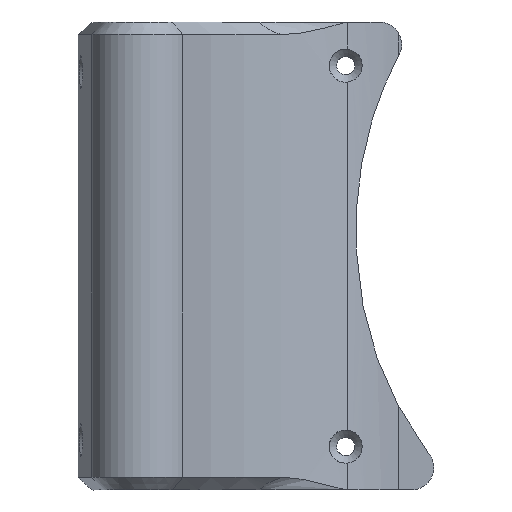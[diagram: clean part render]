
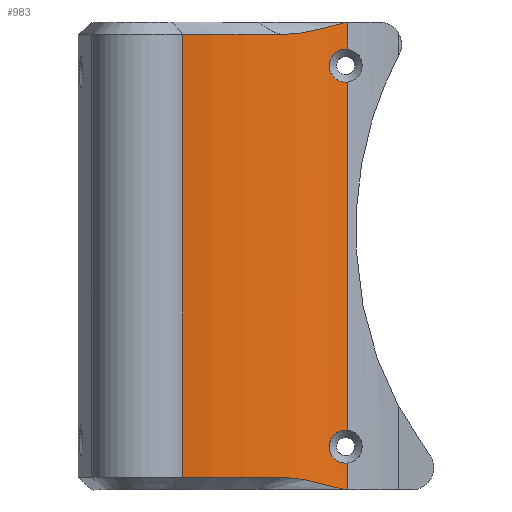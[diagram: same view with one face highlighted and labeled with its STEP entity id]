
A CAD part, top view. The second image highlights one B-rep face of the part: STEP entity #983.
In plain terms, the highlighted cylindrical face has radius 37.692 mm (diameter 75.384 mm), a partial arc.
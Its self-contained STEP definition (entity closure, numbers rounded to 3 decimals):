
#32=B_SPLINE_CURVE_WITH_KNOTS('',3,(#1418,#1419,#1420,#1421,#1422,#1423,
#1424,#1425,#1426,#1427,#1428,#1429,#1430,#1431,#1432,#1433,#1434,#1435,
#1436,#1437,#1438,#1439,#1440),.UNSPECIFIED.,.F.,.F.,(4,2,2,2,2,3,2,2,2,
2,4),(-0.335,-0.311,-0.231,-0.15,
-0.075,0.,0.075,0.15,0.231,
0.311,0.335),.UNSPECIFIED.);
#44=B_SPLINE_CURVE_WITH_KNOTS('',3,(#1589,#1590,#1591,#1592,#1593,#1594,
#1595,#1596,#1597,#1598,#1599,#1600,#1601,#1602,#1603,#1604,#1605,#1606,
#1607,#1608,#1609,#1610),.UNSPECIFIED.,.F.,.F.,(4,2,2,2,2,2,2,2,2,2,4),
(0.284,0.308,0.388,0.468,
0.544,0.619,0.694,0.769,
0.849,0.929,0.954),.UNSPECIFIED.);
#45=B_SPLINE_CURVE_WITH_KNOTS('',3,(#1613,#1614,#1615,#1616,#1617,#1618,
#1619,#1620,#1621,#1622,#1623,#1624),.UNSPECIFIED.,.F.,.F.,(4,2,2,2,2,4),
(0.,0.291,0.587,0.74,0.767,
0.779),.UNSPECIFIED.);
#46=B_SPLINE_CURVE_WITH_KNOTS('',3,(#1631,#1632,#1633,#1634,#1635,#1636,
#1637,#1638,#1639,#1640,#1641,#1642),.UNSPECIFIED.,.F.,.F.,(4,2,2,2,2,4),
(0.,0.018,0.055,0.159,0.245,
0.33),.UNSPECIFIED.);
#131=CYLINDRICAL_SURFACE('',#1068,37.692);
#150=FACE_OUTER_BOUND('',#207,.T.);
#207=EDGE_LOOP('',(#726,#727,#728,#729,#730,#731,#732,#733,#734,#735));
#268=LINE('',#1479,#325);
#269=LINE('',#1511,#326);
#273=LINE('',#1556,#330);
#276=LINE('',#1628,#333);
#325=VECTOR('',#1176,10.);
#326=VECTOR('',#1177,10.);
#330=VECTOR('',#1181,10.);
#333=VECTOR('',#1200,10.);
#378=CIRCLE('',#1069,37.692);
#379=CIRCLE('',#1070,37.692);
#411=VERTEX_POINT('',#1406);
#412=VERTEX_POINT('',#1417);
#421=VERTEX_POINT('',#1478);
#424=VERTEX_POINT('',#1499);
#425=VERTEX_POINT('',#1510);
#432=VERTEX_POINT('',#1554);
#435=VERTEX_POINT('',#1612);
#436=VERTEX_POINT('',#1625);
#437=VERTEX_POINT('',#1627);
#438=VERTEX_POINT('',#1629);
#515=EDGE_CURVE('',#411,#412,#32,.T.);
#526=EDGE_CURVE('',#412,#421,#268,.T.);
#530=EDGE_CURVE('',#424,#425,#269,.T.);
#538=EDGE_CURVE('',#432,#411,#273,.T.);
#545=EDGE_CURVE('',#424,#421,#44,.T.);
#546=EDGE_CURVE('',#432,#435,#45,.F.);
#547=EDGE_CURVE('',#436,#435,#378,.T.);
#548=EDGE_CURVE('',#436,#437,#276,.T.);
#549=EDGE_CURVE('',#438,#437,#379,.T.);
#550=EDGE_CURVE('',#425,#438,#46,.T.);
#726=ORIENTED_EDGE('',*,*,#515,.F.);
#727=ORIENTED_EDGE('',*,*,#538,.F.);
#728=ORIENTED_EDGE('',*,*,#546,.T.);
#729=ORIENTED_EDGE('',*,*,#547,.F.);
#730=ORIENTED_EDGE('',*,*,#548,.T.);
#731=ORIENTED_EDGE('',*,*,#549,.F.);
#732=ORIENTED_EDGE('',*,*,#550,.F.);
#733=ORIENTED_EDGE('',*,*,#530,.F.);
#734=ORIENTED_EDGE('',*,*,#545,.T.);
#735=ORIENTED_EDGE('',*,*,#526,.F.);
#983=ADVANCED_FACE('',(#150),#131,.F.);
#1068=AXIS2_PLACEMENT_3D('',#1611,#1196,#1197);
#1069=AXIS2_PLACEMENT_3D('',#1626,#1198,#1199);
#1070=AXIS2_PLACEMENT_3D('',#1630,#1201,#1202);
#1176=DIRECTION('',(0.,-1.,0.));
#1177=DIRECTION('',(0.,-1.,0.));
#1181=DIRECTION('',(0.,-1.,0.));
#1196=DIRECTION('center_axis',(0.,-1.,0.));
#1197=DIRECTION('ref_axis',(-0.305,0.,-0.952));
#1198=DIRECTION('center_axis',(0.,-1.,0.));
#1199=DIRECTION('ref_axis',(-0.305,0.,-0.952));
#1200=DIRECTION('',(0.,-1.,0.));
#1201=DIRECTION('center_axis',(0.,1.,0.));
#1202=DIRECTION('ref_axis',(-0.305,0.,-0.952));
#1406=CARTESIAN_POINT('',(-45.295,21.991,32.945));
#1417=CARTESIAN_POINT('',(-45.295,18.019,32.945));
#1418=CARTESIAN_POINT('Ctrl Pts',(-45.295,21.991,32.945));
#1419=CARTESIAN_POINT('Ctrl Pts',(-45.374,22.001,32.97));
#1420=CARTESIAN_POINT('Ctrl Pts',(-45.452,22.005,32.996));
#1421=CARTESIAN_POINT('Ctrl Pts',(-45.782,22.005,33.104));
#1422=CARTESIAN_POINT('Ctrl Pts',(-46.053,21.954,33.196));
#1423=CARTESIAN_POINT('Ctrl Pts',(-46.551,21.745,33.371));
#1424=CARTESIAN_POINT('Ctrl Pts',(-46.779,21.587,33.454));
#1425=CARTESIAN_POINT('Ctrl Pts',(-47.129,21.229,33.584));
#1426=CARTESIAN_POINT('Ctrl Pts',(-47.279,21.008,33.642));
#1427=CARTESIAN_POINT('Ctrl Pts',(-47.479,20.522,33.719));
#1428=CARTESIAN_POINT('Ctrl Pts',(-47.529,20.256,33.739));
#1429=CARTESIAN_POINT('Ctrl Pts',(-47.529,20.005,33.739));
#1430=CARTESIAN_POINT('Ctrl Pts',(-47.529,19.754,33.739));
#1431=CARTESIAN_POINT('Ctrl Pts',(-47.479,19.488,33.719));
#1432=CARTESIAN_POINT('Ctrl Pts',(-47.279,19.002,33.642));
#1433=CARTESIAN_POINT('Ctrl Pts',(-47.129,18.781,33.584));
#1434=CARTESIAN_POINT('Ctrl Pts',(-46.779,18.423,33.454));
#1435=CARTESIAN_POINT('Ctrl Pts',(-46.551,18.265,33.371));
#1436=CARTESIAN_POINT('Ctrl Pts',(-46.053,18.056,33.196));
#1437=CARTESIAN_POINT('Ctrl Pts',(-45.782,18.005,33.104));
#1438=CARTESIAN_POINT('Ctrl Pts',(-45.452,18.005,32.996));
#1439=CARTESIAN_POINT('Ctrl Pts',(-45.374,18.009,32.97));
#1440=CARTESIAN_POINT('Ctrl Pts',(-45.295,18.019,32.945));
#1478=CARTESIAN_POINT('',(-45.295,-23.937,32.945));
#1479=CARTESIAN_POINT('',(-45.295,28.541,32.945));
#1499=CARTESIAN_POINT('',(-45.295,-27.909,32.945));
#1510=CARTESIAN_POINT('',(-45.295,-31.148,32.945));
#1511=CARTESIAN_POINT('',(-45.295,28.541,32.945));
#1554=CARTESIAN_POINT('',(-45.295,25.23,32.945));
#1556=CARTESIAN_POINT('',(-45.295,28.541,32.945));
#1589=CARTESIAN_POINT('Ctrl Pts',(-45.295,-27.909,32.945));
#1590=CARTESIAN_POINT('Ctrl Pts',(-45.374,-27.919,32.97));
#1591=CARTESIAN_POINT('Ctrl Pts',(-45.452,-27.923,32.996));
#1592=CARTESIAN_POINT('Ctrl Pts',(-45.782,-27.923,33.104));
#1593=CARTESIAN_POINT('Ctrl Pts',(-46.053,-27.872,33.196));
#1594=CARTESIAN_POINT('Ctrl Pts',(-46.551,-27.663,33.371));
#1595=CARTESIAN_POINT('Ctrl Pts',(-46.779,-27.505,33.454));
#1596=CARTESIAN_POINT('Ctrl Pts',(-47.129,-27.147,33.584));
#1597=CARTESIAN_POINT('Ctrl Pts',(-47.279,-26.927,33.642));
#1598=CARTESIAN_POINT('Ctrl Pts',(-47.479,-26.44,33.719));
#1599=CARTESIAN_POINT('Ctrl Pts',(-47.529,-26.174,33.739));
#1600=CARTESIAN_POINT('Ctrl Pts',(-47.529,-25.672,33.739));
#1601=CARTESIAN_POINT('Ctrl Pts',(-47.479,-25.406,33.719));
#1602=CARTESIAN_POINT('Ctrl Pts',(-47.279,-24.92,33.642));
#1603=CARTESIAN_POINT('Ctrl Pts',(-47.129,-24.699,33.584));
#1604=CARTESIAN_POINT('Ctrl Pts',(-46.779,-24.341,33.454));
#1605=CARTESIAN_POINT('Ctrl Pts',(-46.551,-24.183,33.371));
#1606=CARTESIAN_POINT('Ctrl Pts',(-46.053,-23.974,33.196));
#1607=CARTESIAN_POINT('Ctrl Pts',(-45.782,-23.923,33.104));
#1608=CARTESIAN_POINT('Ctrl Pts',(-45.452,-23.923,32.996));
#1609=CARTESIAN_POINT('Ctrl Pts',(-45.374,-23.928,32.97));
#1610=CARTESIAN_POINT('Ctrl Pts',(-45.295,-23.937,32.945));
#1611=CARTESIAN_POINT('Origin',(-33.802,25.23,68.842));
#1612=CARTESIAN_POINT('',(-53.282,23.73,36.575));
#1613=CARTESIAN_POINT('Ctrl Pts',(-53.282,23.73,36.575));
#1614=CARTESIAN_POINT('Ctrl Pts',(-52.452,23.73,36.073));
#1615=CARTESIAN_POINT('Ctrl Pts',(-51.576,23.823,35.59));
#1616=CARTESIAN_POINT('Ctrl Pts',(-49.829,24.105,34.713));
#1617=CARTESIAN_POINT('Ctrl Pts',(-48.714,24.336,34.188));
#1618=CARTESIAN_POINT('Ctrl Pts',(-46.443,24.974,33.323));
#1619=CARTESIAN_POINT('Ctrl Pts',(-45.91,25.148,33.146));
#1620=CARTESIAN_POINT('Ctrl Pts',(-45.5,25.216,33.011));
#1621=CARTESIAN_POINT('Ctrl Pts',(-45.44,25.224,32.992));
#1622=CARTESIAN_POINT('Ctrl Pts',(-45.351,25.229,32.963));
#1623=CARTESIAN_POINT('Ctrl Pts',(-45.323,25.23,32.954));
#1624=CARTESIAN_POINT('Ctrl Pts',(-45.295,25.23,32.945));
#1625=CARTESIAN_POINT('',(-65.157,23.73,47.924));
#1626=CARTESIAN_POINT('Origin',(-33.802,23.73,68.842));
#1627=CARTESIAN_POINT('',(-65.157,-29.648,47.924));
#1628=CARTESIAN_POINT('',(-65.157,25.23,47.924));
#1629=CARTESIAN_POINT('',(-53.282,-29.648,36.575));
#1630=CARTESIAN_POINT('Origin',(-33.802,-29.648,68.842));
#1631=CARTESIAN_POINT('Ctrl Pts',(-45.295,-31.148,32.945));
#1632=CARTESIAN_POINT('Ctrl Pts',(-45.353,-31.148,32.964));
#1633=CARTESIAN_POINT('Ctrl Pts',(-45.409,-31.145,32.982));
#1634=CARTESIAN_POINT('Ctrl Pts',(-45.582,-31.124,33.038));
#1635=CARTESIAN_POINT('Ctrl Pts',(-45.712,-31.097,33.081));
#1636=CARTESIAN_POINT('Ctrl Pts',(-46.35,-30.933,33.297));
#1637=CARTESIAN_POINT('Ctrl Pts',(-47.163,-30.674,33.579));
#1638=CARTESIAN_POINT('Ctrl Pts',(-49.084,-30.186,34.374));
#1639=CARTESIAN_POINT('Ctrl Pts',(-49.947,-30.001,34.77));
#1640=CARTESIAN_POINT('Ctrl Pts',(-51.632,-29.735,35.621));
#1641=CARTESIAN_POINT('Ctrl Pts',(-52.479,-29.648,36.089));
#1642=CARTESIAN_POINT('Ctrl Pts',(-53.282,-29.648,36.575));
